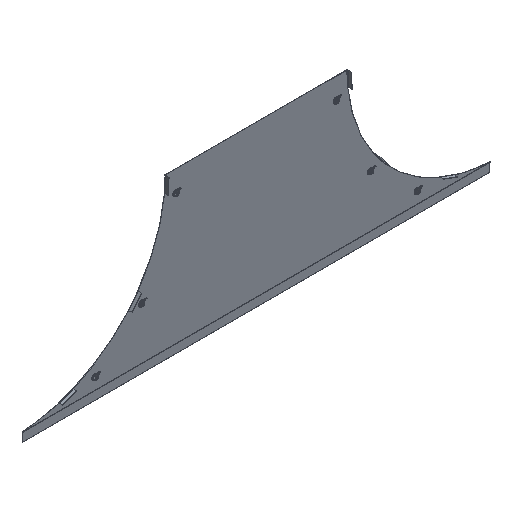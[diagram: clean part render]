
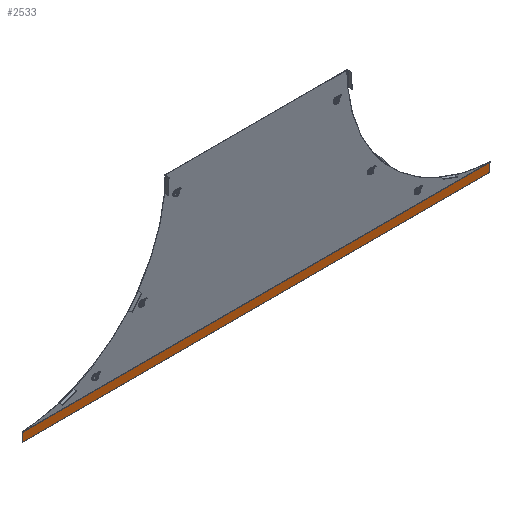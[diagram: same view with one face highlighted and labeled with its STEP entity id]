
A CAD part, isometric view. The second image highlights one B-rep face of the part: STEP entity #2533.
In plain terms, the highlighted planar face has unit normal (0, -1, 0).
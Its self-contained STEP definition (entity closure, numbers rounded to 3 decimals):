
#873=DIRECTION('',(0.,0.,-1.));
#874=VECTOR('',#873,27.986);
#875=CARTESIAN_POINT('',(-1572.558,1.48,-502.394));
#876=LINE('',#875,#874);
#877=DIRECTION('',(-1.,0.,0.));
#878=VECTOR('',#877,1545.);
#879=CARTESIAN_POINT('',(-27.558,1.48,-502.394));
#880=LINE('',#879,#878);
#881=DIRECTION('',(0.,0.,1.));
#882=VECTOR('',#881,27.986);
#883=CARTESIAN_POINT('',(-27.558,1.48,-530.38));
#884=LINE('',#883,#882);
#885=DIRECTION('',(1.,0.,0.));
#886=VECTOR('',#885,1545.);
#887=CARTESIAN_POINT('',(-1572.558,1.48,-530.38));
#888=LINE('',#887,#886);
#1157=CARTESIAN_POINT('',(-1572.558,1.48,
-530.38));
#1158=CARTESIAN_POINT('',(-27.558,1.48,
-530.38));
#1159=VERTEX_POINT('',#1157);
#1160=VERTEX_POINT('',#1158);
#1161=CARTESIAN_POINT('',(-27.558,1.48,
-502.394));
#1162=CARTESIAN_POINT('',(-1572.558,1.48,
-502.394));
#1163=VERTEX_POINT('',#1161);
#1164=VERTEX_POINT('',#1162);
#2519=CARTESIAN_POINT('',(-1572.558,1.48,
-501.98));
#2520=DIRECTION('',(0.,-1.,0.));
#2521=DIRECTION('',(-1.,0.,0.));
#2522=AXIS2_PLACEMENT_3D('',#2519,#2520,#2521);
#2523=PLANE('',#2522);
#2525=ORIENTED_EDGE('',*,*,#2524,.F.);
#2526=ORIENTED_EDGE('',*,*,#2511,.F.);
#2528=ORIENTED_EDGE('',*,*,#2527,.F.);
#2530=ORIENTED_EDGE('',*,*,#2529,.F.);
#2531=EDGE_LOOP('',(#2525,#2526,#2528,#2530));
#2532=FACE_OUTER_BOUND('',#2531,.F.);
#2533=ADVANCED_FACE('',(#2532),#2523,.T.);
#2511=EDGE_CURVE('',#1163,#1164,#880,.T.);
#2524=EDGE_CURVE('',#1164,#1159,#876,.T.);
#2527=EDGE_CURVE('',#1160,#1163,#884,.T.);
#2529=EDGE_CURVE('',#1159,#1160,#888,.T.);
